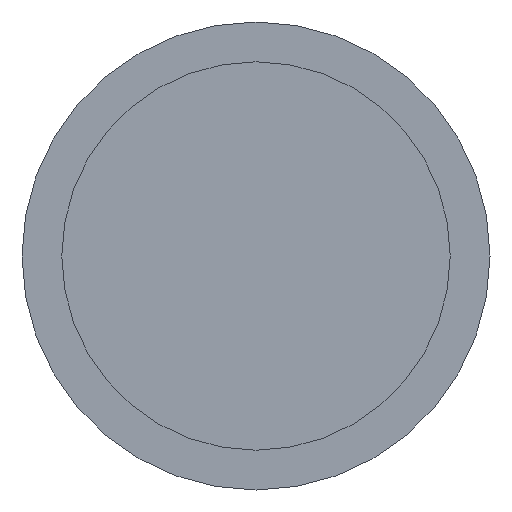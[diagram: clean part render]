
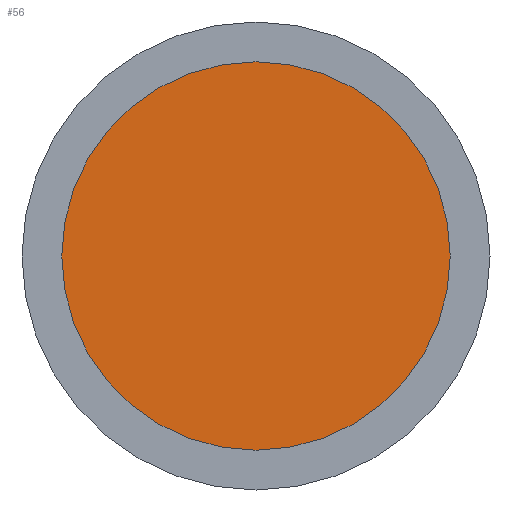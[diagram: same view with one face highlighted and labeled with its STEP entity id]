
A CAD part, front view. The second image highlights one B-rep face of the part: STEP entity #56.
In plain terms, the highlighted planar face has unit normal (0, -1, 0).
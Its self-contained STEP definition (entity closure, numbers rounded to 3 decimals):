
#56 = ADVANCED_FACE( '', ( #125 ), #126, .F. );
#125 = FACE_OUTER_BOUND( '', #212, .T. );
#126 = PLANE( '', #213 );
#212 = EDGE_LOOP( '', ( #350 ) );
#213 = AXIS2_PLACEMENT_3D( '', #351, #352, #353 );
#350 = ORIENTED_EDGE( '', *, *, #458, .T. );
#351 = CARTESIAN_POINT( '', ( 20.75, 3., 0. ) );
#352 = DIRECTION( '', ( 0., 1., 0. ) );
#353 = DIRECTION( '', ( 0., 0., 1. ) );
#458 = EDGE_CURVE( '', #512, #512, #513, .T. );
#512 = VERTEX_POINT( '', #592 );
#513 = CIRCLE( '', #593, 20.75 );
#592 = CARTESIAN_POINT( '', ( 0., 3., -20.75 ) );
#593 = AXIS2_PLACEMENT_3D( '', #689, #690, #691 );
#689 = CARTESIAN_POINT( '', ( 0., 3., 0. ) );
#690 = DIRECTION( '', ( 0., -1., 0. ) );
#691 = DIRECTION( '', ( 0., 0., -1. ) );
